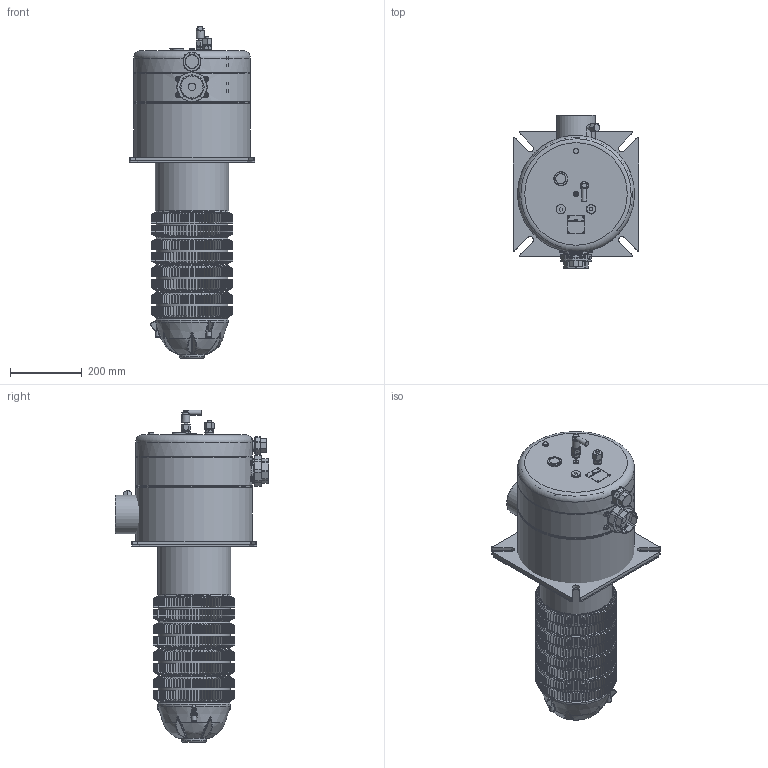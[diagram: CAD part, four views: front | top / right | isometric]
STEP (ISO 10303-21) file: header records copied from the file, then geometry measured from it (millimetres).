
FILE_DESCRIPTION(/* description */ (''),/* implementation_level */ '2;1');
FILE_NAME(/* name */ 'CAD00004447_Shrinkwrap_1.stp',/* time_stamp */ '2022-04-11T11:34:53+02:00',/* author */ ('A.Saewe'),/* organization */ (''),/* preprocessor_version */ 'ST-DEVELOPER v18.1',/* originating_system */ 'Autodesk Inventor 2022',/* authorisation */ '');
FILE_SCHEMA (('AUTOMOTIVE_DESIGN { 1 0 10303 214 3 1 1 }'));
Products named in the file (1): CAD00004447_Shrinkwrap_1
Bounding box: 349 x 428.6 x 926.4 mm (x, y, z)
Volume: 58475823.7 mm3; surface area: 3889896.1 mm2
Topology: 58 solids, 58 shells, 5417 faces, 13354 edges, 8794 vertices
Faces by surface type: plane 3534, cone 938, cylinder 453, bspline 409, torus 71, sphere 12
Full cylindrical faces by diameter (mm): 0.5 x1, 2 x4, 2.5 x4, 4.5 x1, 5 x4, 6 x4, 7 x4, 7.323 x1, 8 x6, 8.5 x4, 9 x5, 9.728 x1, 9.73 x4, 9.98 x1, 10 x7, 11.4 x1, 13 x4, 13.4 x1, 14 x2, 14.161 x1, 14.5 x1, 15 x1, 15.6 x1, 16.6 x1, 16.66 x2, 17.6 x1, 18 x1, 20 x1, 20.955 x1, 21.5 x1
Entity records: 170124 total; most frequent: CARTESIAN_POINT 43628, ORIENTED_EDGE 26670, DIRECTION 22809, EDGE_CURVE 13335, VERTEX_POINT 8794, AXIS2_PLACEMENT_3D 7863, LINE 7083, VECTOR 7083
